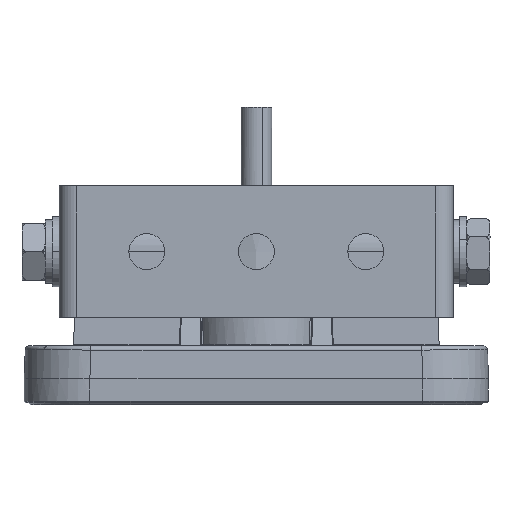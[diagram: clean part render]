
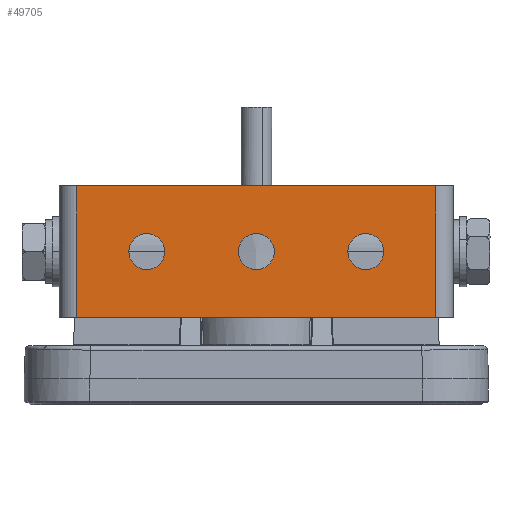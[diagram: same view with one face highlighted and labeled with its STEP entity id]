
A CAD part, left-side view. The second image highlights one B-rep face of the part: STEP entity #49705.
In plain terms, the highlighted planar face has unit normal (-1, 0, 0).
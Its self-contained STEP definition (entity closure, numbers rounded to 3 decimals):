
#1970 = VERTEX_POINT ( 'NONE', #22870 ) ;
#2396 = DIRECTION ( 'NONE',  ( 1., 0., 0. ) ) ;
#2477 = EDGE_CURVE ( 'NONE', #6536, #42950, #14627, .T. ) ;
#2516 = EDGE_LOOP ( 'NONE', ( #9752, #45119 ) ) ;
#2724 = VERTEX_POINT ( 'NONE', #39488 ) ;
#4498 = CARTESIAN_POINT ( 'NONE',  ( -48.249, 25., 14.1 ) ) ;
#4897 = CARTESIAN_POINT ( 'NONE',  ( -48.249, -25., 10. ) ) ;
#5240 = AXIS2_PLACEMENT_3D ( 'NONE', #12332, #32284, #27810 ) ;
#5268 = VERTEX_POINT ( 'NONE', #7248 ) ;
#5637 = VECTOR ( 'NONE', #10939, 1000. ) ;
#5884 = EDGE_CURVE ( 'NONE', #2724, #5268, #48730, .T. ) ;
#6070 = VECTOR ( 'NONE', #47203, 1000. ) ;
#6536 = VERTEX_POINT ( 'NONE', #4498 ) ;
#7221 = ORIENTED_EDGE ( 'NONE', *, *, #46450, .F. ) ;
#7248 = CARTESIAN_POINT ( 'NONE',  ( -48.249, 41., 25. ) ) ;
#7295 = CARTESIAN_POINT ( 'NONE',  ( -48.249, 42., 25. ) ) ;
#9172 = VECTOR ( 'NONE', #21464, 1000. ) ;
#9752 = ORIENTED_EDGE ( 'NONE', *, *, #46141, .T. ) ;
#10569 = DIRECTION ( 'NONE',  ( 0., 0., 1. ) ) ;
#10638 = EDGE_CURVE ( 'NONE', #2724, #35568, #19686, .T. ) ;
#10939 = DIRECTION ( 'NONE',  ( 0., 1., 0. ) ) ;
#11623 = AXIS2_PLACEMENT_3D ( 'NONE', #32641, #36534, #12539 ) ;
#12332 = CARTESIAN_POINT ( 'NONE',  ( -48.249, 42., 25. ) ) ;
#12539 = DIRECTION ( 'NONE',  ( 0., 0., 1. ) ) ;
#14627 = CIRCLE ( 'NONE', #43989, 4.1 ) ;
#17275 = VERTEX_POINT ( 'NONE', #50264 ) ;
#19124 = ORIENTED_EDGE ( 'NONE', *, *, #50057, .T. ) ;
#19686 = LINE ( 'NONE', #43263, #6070 ) ;
#20079 = CARTESIAN_POINT ( 'NONE',  ( -48.249, -41., -5. ) ) ;
#20459 = DIRECTION ( 'NONE',  ( 1., 0., 0. ) ) ;
#20693 = FACE_BOUND ( 'NONE', #28371, .T. ) ;
#21464 = DIRECTION ( 'NONE',  ( 0., 0., 1. ) ) ;
#21981 = CARTESIAN_POINT ( 'NONE',  ( -48.249, 0., 10. ) ) ;
#22406 = DIRECTION ( 'NONE',  ( 1., 0., 0. ) ) ;
#22508 = ORIENTED_EDGE ( 'NONE', *, *, #10638, .F. ) ;
#22870 = CARTESIAN_POINT ( 'NONE',  ( -48.249, -25., 5.9 ) ) ;
#23465 = CIRCLE ( 'NONE', #26088, 4.1 ) ;
#24897 = EDGE_LOOP ( 'NONE', ( #7221, #22508, #50071, #42814 ) ) ;
#24951 = FACE_BOUND ( 'NONE', #39907, .T. ) ;
#25230 = CARTESIAN_POINT ( 'NONE',  ( -48.249, 41., 25. ) ) ;
#25972 = CARTESIAN_POINT ( 'NONE',  ( -48.249, 0., 10. ) ) ;
#26039 = CARTESIAN_POINT ( 'NONE',  ( -48.249, 25., 10. ) ) ;
#26088 = AXIS2_PLACEMENT_3D ( 'NONE', #50245, #34295, #26740 ) ;
#26740 = DIRECTION ( 'NONE',  ( 0., 0., 1. ) ) ;
#27810 = DIRECTION ( 'NONE',  ( 0., 0., -1. ) ) ;
#28371 = EDGE_LOOP ( 'NONE', ( #29715, #40097 ) ) ;
#28641 = FACE_BOUND ( 'NONE', #2516, .T. ) ;
#29343 = VERTEX_POINT ( 'NONE', #39391 ) ;
#29357 = AXIS2_PLACEMENT_3D ( 'NONE', #25972, #22406, #30449 ) ;
#29715 = ORIENTED_EDGE ( 'NONE', *, *, #36819, .T. ) ;
#30193 = DIRECTION ( 'NONE',  ( 1., 0., 0. ) ) ;
#30282 = VECTOR ( 'NONE', #42901, 1000. ) ;
#30449 = DIRECTION ( 'NONE',  ( 0., 0., 1. ) ) ;
#30530 = DIRECTION ( 'NONE',  ( 0., 0., 1. ) ) ;
#30652 = CIRCLE ( 'NONE', #29357, 4.1 ) ;
#30743 = CARTESIAN_POINT ( 'NONE',  ( -48.249, 42., -5. ) ) ;
#31464 = CIRCLE ( 'NONE', #38466, 4.1 ) ;
#32284 = DIRECTION ( 'NONE',  ( -1., 0., 0. ) ) ;
#32641 = CARTESIAN_POINT ( 'NONE',  ( -48.249, -25., 10. ) ) ;
#32693 = CARTESIAN_POINT ( 'NONE',  ( -48.249, 0., 14.1 ) ) ;
#32755 = EDGE_CURVE ( 'NONE', #29343, #45629, #48338, .T. ) ;
#34295 = DIRECTION ( 'NONE',  ( 1., 0., 0. ) ) ;
#34415 = EDGE_CURVE ( 'NONE', #42741, #5268, #42448, .T. ) ;
#34648 = CIRCLE ( 'NONE', #11623, 4.1 ) ;
#35568 = VERTEX_POINT ( 'NONE', #20079 ) ;
#35667 = EDGE_CURVE ( 'NONE', #1970, #17275, #31464, .T. ) ;
#35881 = DIRECTION ( 'NONE',  ( 0., 0., 1. ) ) ;
#36534 = DIRECTION ( 'NONE',  ( 1., 0., 0. ) ) ;
#36819 = EDGE_CURVE ( 'NONE', #45629, #29343, #30652, .T. ) ;
#37612 = LINE ( 'NONE', #30743, #30282 ) ;
#37734 = CARTESIAN_POINT ( 'NONE',  ( -48.249, 25., 5.9 ) ) ;
#38466 = AXIS2_PLACEMENT_3D ( 'NONE', #4897, #20459, #35881 ) ;
#39391 = CARTESIAN_POINT ( 'NONE',  ( -48.249, 0., 5.9 ) ) ;
#39488 = CARTESIAN_POINT ( 'NONE',  ( -48.249, -41., 25. ) ) ;
#39907 = EDGE_LOOP ( 'NONE', ( #46442, #19124 ) ) ;
#40097 = ORIENTED_EDGE ( 'NONE', *, *, #32755, .T. ) ;
#40322 = FACE_OUTER_BOUND ( 'NONE', #24897, .T. ) ;
#42448 = LINE ( 'NONE', #25230, #9172 ) ;
#42741 = VERTEX_POINT ( 'NONE', #42823 ) ;
#42814 = ORIENTED_EDGE ( 'NONE', *, *, #34415, .F. ) ;
#42823 = CARTESIAN_POINT ( 'NONE',  ( -48.249, 41., -5. ) ) ;
#42901 = DIRECTION ( 'NONE',  ( 0., 1., 0. ) ) ;
#42950 = VERTEX_POINT ( 'NONE', #37734 ) ;
#43263 = CARTESIAN_POINT ( 'NONE',  ( -48.249, -41., 25. ) ) ;
#43989 = AXIS2_PLACEMENT_3D ( 'NONE', #26039, #2396, #10569 ) ;
#44111 = PLANE ( 'NONE',  #5240 ) ;
#45119 = ORIENTED_EDGE ( 'NONE', *, *, #35667, .T. ) ;
#45629 = VERTEX_POINT ( 'NONE', #32693 ) ;
#46141 = EDGE_CURVE ( 'NONE', #17275, #1970, #34648, .T. ) ;
#46442 = ORIENTED_EDGE ( 'NONE', *, *, #2477, .T. ) ;
#46450 = EDGE_CURVE ( 'NONE', #35568, #42741, #37612, .T. ) ;
#47203 = DIRECTION ( 'NONE',  ( 0., 0., -1. ) ) ;
#48338 = CIRCLE ( 'NONE', #50114, 4.1 ) ;
#48730 = LINE ( 'NONE', #7295, #5637 ) ;
#49705 = ADVANCED_FACE ( 'NONE', ( #24951, #20693, #28641, #40322 ), #44111, .T. ) ;
#50057 = EDGE_CURVE ( 'NONE', #42950, #6536, #23465, .T. ) ;
#50071 = ORIENTED_EDGE ( 'NONE', *, *, #5884, .T. ) ;
#50114 = AXIS2_PLACEMENT_3D ( 'NONE', #21981, #30193, #30530 ) ;
#50245 = CARTESIAN_POINT ( 'NONE',  ( -48.249, 25., 10. ) ) ;
#50264 = CARTESIAN_POINT ( 'NONE',  ( -48.249, -25., 14.1 ) ) ;
